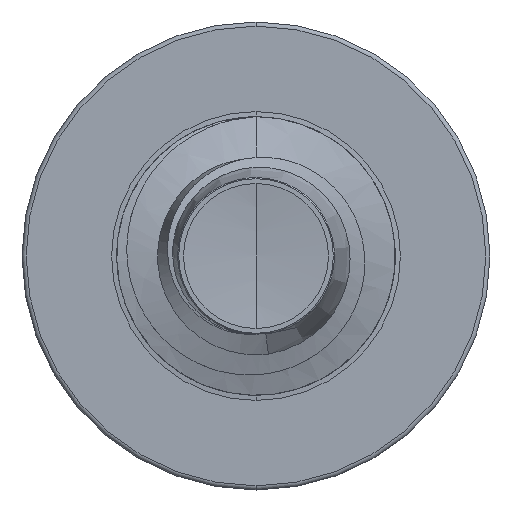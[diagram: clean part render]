
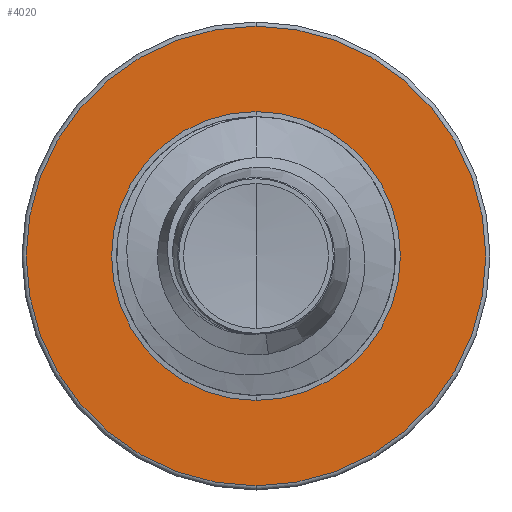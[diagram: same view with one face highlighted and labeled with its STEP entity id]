
A CAD part, front view. The second image highlights one B-rep face of the part: STEP entity #4020.
In plain terms, the highlighted planar face has unit normal (0, -1, 0).
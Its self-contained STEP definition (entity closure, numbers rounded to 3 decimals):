
#8 = DIRECTION ( 'NONE',  ( 0., 0., 1. ) ) ;
#17 = VERTEX_POINT ( 'NONE', #3978 ) ;
#907 = AXIS2_PLACEMENT_3D ( 'NONE', #9701, #4849, #8 ) ;
#1125 = CARTESIAN_POINT ( 'NONE',  ( 0., 4.5, -1.296 ) ) ;
#1734 = AXIS2_PLACEMENT_3D ( 'NONE', #6897, #2047, #7700 ) ;
#1750 = CARTESIAN_POINT ( 'NONE',  ( 0., 4.5, -2.062 ) ) ;
#2036 = DIRECTION ( 'NONE',  ( 0., 0., 1. ) ) ;
#2047 = DIRECTION ( 'NONE',  ( 0., 1., 0. ) ) ;
#2754 = DIRECTION ( 'NONE',  ( 0., 1., 0. ) ) ;
#3186 = CARTESIAN_POINT ( 'NONE',  ( 0., 4.5, 0. ) ) ;
#3190 = FACE_BOUND ( 'NONE', #9486, .T. ) ;
#3838 = EDGE_CURVE ( 'NONE', #3977, #10296, #5851, .T. ) ;
#3977 = VERTEX_POINT ( 'NONE', #5137 ) ;
#3978 = CARTESIAN_POINT ( 'NONE',  ( 0., 4.5, 2.063 ) ) ;
#3999 = DIRECTION ( 'NONE',  ( 0., 0., 1. ) ) ;
#4020 = ADVANCED_FACE ( 'NONE', ( #9652, #3190 ), #6886, .F. ) ;
#4284 = DIRECTION ( 'NONE',  ( 0., 1., 0. ) ) ;
#4350 = AXIS2_PLACEMENT_3D ( 'NONE', #9134, #4284, #9955 ) ;
#4582 = EDGE_CURVE ( 'NONE', #10296, #3977, #9144, .T. ) ;
#4585 = CIRCLE ( 'NONE', #907, 2.062 ) ;
#4729 = EDGE_CURVE ( 'NONE', #17, #6517, #4585, .T. ) ;
#4849 = DIRECTION ( 'NONE',  ( 0., 1., 0. ) ) ;
#5137 = CARTESIAN_POINT ( 'NONE',  ( 0., 4.5, -1.296 ) ) ;
#5714 = CIRCLE ( 'NONE', #1734, 2.062 ) ;
#5851 = CIRCLE ( 'NONE', #4350, 1.296 ) ;
#6517 = VERTEX_POINT ( 'NONE', #1750 ) ;
#6886 = PLANE ( 'NONE',  #9236 ) ;
#6897 = CARTESIAN_POINT ( 'NONE',  ( 0., 4.5, 0. ) ) ;
#7596 = AXIS2_PLACEMENT_3D ( 'NONE', #3186, #8835, #3999 ) ;
#7700 = DIRECTION ( 'NONE',  ( 0., 0., 1. ) ) ;
#8273 = ORIENTED_EDGE ( 'NONE', *, *, #4729, .F. ) ;
#8570 = ORIENTED_EDGE ( 'NONE', *, *, #3838, .T. ) ;
#8835 = DIRECTION ( 'NONE',  ( 0., 1., 0. ) ) ;
#8909 = EDGE_CURVE ( 'NONE', #6517, #17, #5714, .T. ) ;
#9040 = EDGE_LOOP ( 'NONE', ( #8273, #9095 ) ) ;
#9095 = ORIENTED_EDGE ( 'NONE', *, *, #8909, .F. ) ;
#9108 = CARTESIAN_POINT ( 'NONE',  ( 0., 4.5, 1.296 ) ) ;
#9134 = CARTESIAN_POINT ( 'NONE',  ( 0., 4.5, 0. ) ) ;
#9144 = CIRCLE ( 'NONE', #7596, 1.296 ) ;
#9236 = AXIS2_PLACEMENT_3D ( 'NONE', #1125, #2754, #2036 ) ;
#9486 = EDGE_LOOP ( 'NONE', ( #10040, #8570 ) ) ;
#9652 = FACE_OUTER_BOUND ( 'NONE', #9040, .T. ) ;
#9701 = CARTESIAN_POINT ( 'NONE',  ( 0., 4.5, 0. ) ) ;
#9955 = DIRECTION ( 'NONE',  ( 0., 0., 1. ) ) ;
#10040 = ORIENTED_EDGE ( 'NONE', *, *, #4582, .T. ) ;
#10296 = VERTEX_POINT ( 'NONE', #9108 ) ;
